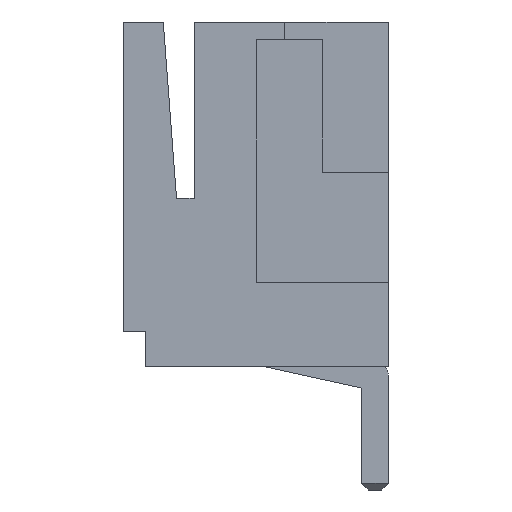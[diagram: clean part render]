
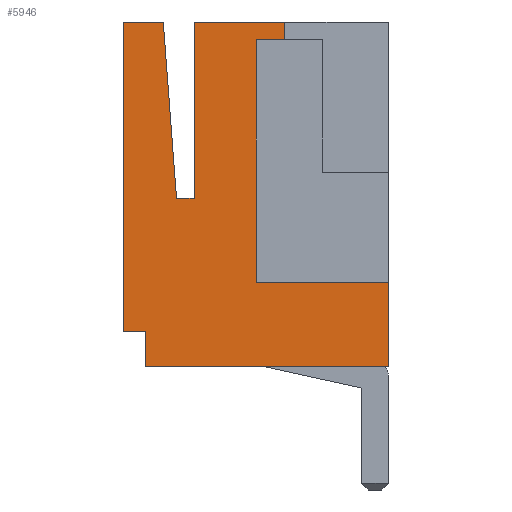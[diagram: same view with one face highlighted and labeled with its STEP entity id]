
A CAD part, left-side view. The second image highlights one B-rep face of the part: STEP entity #5946.
In plain terms, the highlighted planar face has unit normal (-1, 0, 0).
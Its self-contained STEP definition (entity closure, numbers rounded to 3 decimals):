
#129=FACE_OUTER_BOUND('',#441,.T.);
#441=EDGE_LOOP('',(#3976,#3977,#3978,#3979,#3980,#3981,#3982,#3983,#3984,
#3985,#3986,#3987,#3988,#3989,#3990,#3991));
#875=LINE('',#8393,#1666);
#881=LINE('',#8405,#1672);
#902=LINE('',#8443,#1693);
#906=LINE('',#8450,#1697);
#908=LINE('',#8455,#1699);
#933=LINE('',#8505,#1724);
#939=LINE('',#8516,#1730);
#941=LINE('',#8520,#1732);
#942=LINE('',#8522,#1733);
#943=LINE('',#8524,#1734);
#944=LINE('',#8525,#1735);
#945=LINE('',#8527,#1736);
#946=LINE('',#8529,#1737);
#947=LINE('',#8531,#1738);
#948=LINE('',#8533,#1739);
#949=LINE('',#8534,#1740);
#1666=VECTOR('',#6826,10.);
#1672=VECTOR('',#6832,10.);
#1693=VECTOR('',#6865,10.);
#1697=VECTOR('',#6871,10.);
#1699=VECTOR('',#6875,10.);
#1724=VECTOR('',#6912,10.);
#1730=VECTOR('',#6922,10.);
#1732=VECTOR('',#6926,10.);
#1733=VECTOR('',#6927,10.);
#1734=VECTOR('',#6928,10.);
#1735=VECTOR('',#6929,10.);
#1736=VECTOR('',#6930,10.);
#1737=VECTOR('',#6931,10.);
#1738=VECTOR('',#6932,10.);
#1739=VECTOR('',#6933,10.);
#1740=VECTOR('',#6934,10.);
#2433=VERTEX_POINT('',#8390);
#2434=VERTEX_POINT('',#8392);
#2439=VERTEX_POINT('',#8402);
#2440=VERTEX_POINT('',#8404);
#2450=VERTEX_POINT('',#8440);
#2451=VERTEX_POINT('',#8442);
#2453=VERTEX_POINT('',#8448);
#2455=VERTEX_POINT('',#8454);
#2474=VERTEX_POINT('',#8503);
#2478=VERTEX_POINT('',#8519);
#2479=VERTEX_POINT('',#8521);
#2480=VERTEX_POINT('',#8523);
#2481=VERTEX_POINT('',#8526);
#2482=VERTEX_POINT('',#8528);
#2483=VERTEX_POINT('',#8530);
#2484=VERTEX_POINT('',#8532);
#2991=EDGE_CURVE('',#2433,#2434,#875,.T.);
#2997=EDGE_CURVE('',#2439,#2440,#881,.T.);
#3018=EDGE_CURVE('',#2451,#2450,#902,.T.);
#3022=EDGE_CURVE('',#2450,#2453,#906,.T.);
#3024=EDGE_CURVE('',#2455,#2451,#908,.T.);
#3049=EDGE_CURVE('',#2474,#2453,#933,.T.);
#3055=EDGE_CURVE('',#2455,#2433,#939,.T.);
#3057=EDGE_CURVE('',#2478,#2474,#941,.T.);
#3058=EDGE_CURVE('',#2479,#2478,#942,.T.);
#3059=EDGE_CURVE('',#2479,#2480,#943,.T.);
#3060=EDGE_CURVE('',#2440,#2480,#944,.T.);
#3061=EDGE_CURVE('',#2439,#2481,#945,.T.);
#3062=EDGE_CURVE('',#2481,#2482,#946,.T.);
#3063=EDGE_CURVE('',#2482,#2483,#947,.T.);
#3064=EDGE_CURVE('',#2483,#2484,#948,.T.);
#3065=EDGE_CURVE('',#2434,#2484,#949,.T.);
#3976=ORIENTED_EDGE('',*,*,#3024,.T.);
#3977=ORIENTED_EDGE('',*,*,#3018,.T.);
#3978=ORIENTED_EDGE('',*,*,#3022,.T.);
#3979=ORIENTED_EDGE('',*,*,#3049,.F.);
#3980=ORIENTED_EDGE('',*,*,#3057,.F.);
#3981=ORIENTED_EDGE('',*,*,#3058,.F.);
#3982=ORIENTED_EDGE('',*,*,#3059,.T.);
#3983=ORIENTED_EDGE('',*,*,#3060,.F.);
#3984=ORIENTED_EDGE('',*,*,#2997,.F.);
#3985=ORIENTED_EDGE('',*,*,#3061,.T.);
#3986=ORIENTED_EDGE('',*,*,#3062,.T.);
#3987=ORIENTED_EDGE('',*,*,#3063,.T.);
#3988=ORIENTED_EDGE('',*,*,#3064,.T.);
#3989=ORIENTED_EDGE('',*,*,#3065,.F.);
#3990=ORIENTED_EDGE('',*,*,#2991,.F.);
#3991=ORIENTED_EDGE('',*,*,#3055,.F.);
#5332=PLANE('',#6287);
#5946=ADVANCED_FACE('',(#129),#5332,.T.);
#6287=AXIS2_PLACEMENT_3D('',#8518,#6924,#6925);
#6826=DIRECTION('',(0.,0.,-1.));
#6832=DIRECTION('',(0.,0.,-1.));
#6865=DIRECTION('',(0.,1.,0.028));
#6871=DIRECTION('',(0.,0.075,0.997));
#6875=DIRECTION('',(0.,0.,-1.));
#6912=DIRECTION('',(0.,-1.,0.));
#6922=DIRECTION('',(0.,-1.,0.));
#6924=DIRECTION('center_axis',(-1.,0.,0.));
#6925=DIRECTION('ref_axis',(0.,-1.,0.));
#6926=DIRECTION('',(0.,0.,1.));
#6927=DIRECTION('',(0.,1.,0.));
#6928=DIRECTION('',(0.,0.,-1.));
#6929=DIRECTION('',(0.,1.,0.));
#6930=DIRECTION('',(0.,1.,0.));
#6931=DIRECTION('',(0.,0.,1.));
#6932=DIRECTION('',(0.,-1.,0.));
#6933=DIRECTION('',(0.,0.,-1.));
#6934=DIRECTION('',(0.,1.,0.));
#8390=CARTESIAN_POINT('',(-9.975,-3.,3.5));
#8392=CARTESIAN_POINT('',(-9.975,-3.,-1.4));
#8393=CARTESIAN_POINT('',(-9.975,-3.,1.55));
#8402=CARTESIAN_POINT('',(-9.975,-3.,-2.4));
#8404=CARTESIAN_POINT('',(-9.975,-3.,-4.3));
#8405=CARTESIAN_POINT('',(-9.975,-3.,0.));
#8440=CARTESIAN_POINT('',(-9.975,1.8,-0.489));
#8442=CARTESIAN_POINT('',(-9.975,1.4,-0.5));
#8443=CARTESIAN_POINT('',(-9.975,2.206,-0.477));
#8448=CARTESIAN_POINT('',(-9.975,2.1,3.5));
#8450=CARTESIAN_POINT('',(-9.975,1.822,-0.201));
#8454=CARTESIAN_POINT('',(-9.975,1.4,3.5));
#8455=CARTESIAN_POINT('',(-9.975,1.4,1.75));
#8503=CARTESIAN_POINT('',(-9.975,3.,3.5));
#8505=CARTESIAN_POINT('',(-9.975,3.,3.5));
#8516=CARTESIAN_POINT('',(-9.975,3.,3.5));
#8518=CARTESIAN_POINT('Origin',(-9.975,3.,0.));
#8519=CARTESIAN_POINT('',(-9.975,3.,-3.5));
#8520=CARTESIAN_POINT('',(-9.975,3.,0.));
#8521=CARTESIAN_POINT('',(-9.975,2.5,-3.5));
#8522=CARTESIAN_POINT('',(-9.975,3.,-3.5));
#8523=CARTESIAN_POINT('',(-9.975,2.5,-4.3));
#8524=CARTESIAN_POINT('',(-9.975,2.5,-3.5));
#8525=CARTESIAN_POINT('',(-9.975,-3.,-4.3));
#8526=CARTESIAN_POINT('',(-9.975,0.,-2.4));
#8527=CARTESIAN_POINT('',(-9.975,0.,-2.4));
#8528=CARTESIAN_POINT('',(-9.975,0.,3.1));
#8529=CARTESIAN_POINT('',(-9.975,0.,-1.2));
#8530=CARTESIAN_POINT('',(-9.975,-0.5,3.1));
#8531=CARTESIAN_POINT('',(-9.975,1.5,3.1));
#8532=CARTESIAN_POINT('',(-9.975,-0.5,-1.4));
#8533=CARTESIAN_POINT('',(-9.975,-0.5,3.1));
#8534=CARTESIAN_POINT('',(-9.975,-3.,-1.4));
